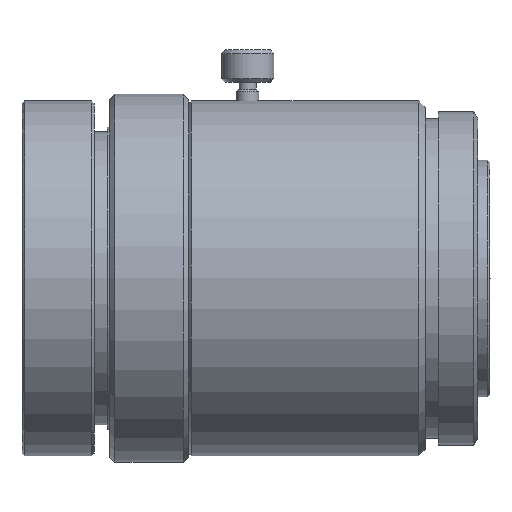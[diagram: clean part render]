
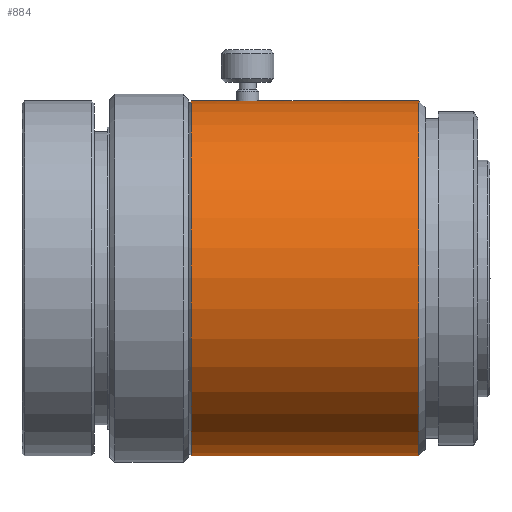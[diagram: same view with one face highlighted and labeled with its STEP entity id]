
A CAD part, front view. The second image highlights one B-rep face of the part: STEP entity #884.
In plain terms, the highlighted cylindrical face has radius 13.5 mm (diameter 27 mm), a full revolution.
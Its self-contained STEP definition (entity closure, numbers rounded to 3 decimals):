
#19=FACE_BOUND('',#181,.T.);
#57=B_SPLINE_CURVE_WITH_KNOTS('',3,(#1417,#1418,#1419,#1420,#1421,#1422,
#1423,#1424,#1425,#1426,#1427,#1428,#1429,#1430,#1431,#1432,#1433,#1434),
 .UNSPECIFIED.,.F.,.F.,(4,2,2,2,2,2,2,2,4),(0.,0.032,0.064,
0.096,0.128,0.16,0.192,
0.224,0.256),.UNSPECIFIED.);
#58=B_SPLINE_CURVE_WITH_KNOTS('',3,(#1435,#1436,#1437,#1438,#1439,#1440,
#1441,#1442,#1443,#1444,#1445,#1446,#1447,#1448,#1449,#1450,#1451,#1452),
 .UNSPECIFIED.,.F.,.F.,(4,2,2,2,2,2,2,2,4),(0.256,0.288,
0.32,0.352,0.384,0.416,
0.448,0.48,0.512),.UNSPECIFIED.);
#72=CYLINDRICAL_SURFACE('',#1016,13.5);
#112=FACE_OUTER_BOUND('',#180,.T.);
#180=EDGE_LOOP('',(#719,#720,#721,#722,#723));
#181=EDGE_LOOP('',(#724,#725));
#260=LINE('',#1596,#304);
#304=VECTOR('',#1264,13.5);
#364=CIRCLE('',#1013,13.5);
#366=CIRCLE('',#1015,13.5);
#367=CIRCLE('',#1017,13.5);
#398=VERTEX_POINT('',#1415);
#399=VERTEX_POINT('',#1416);
#440=VERTEX_POINT('',#1587);
#441=VERTEX_POINT('',#1588);
#443=VERTEX_POINT('',#1595);
#475=EDGE_CURVE('',#398,#399,#57,.T.);
#476=EDGE_CURVE('',#399,#398,#58,.T.);
#542=EDGE_CURVE('',#440,#441,#364,.T.);
#545=EDGE_CURVE('',#441,#440,#366,.T.);
#546=EDGE_CURVE('',#440,#443,#260,.T.);
#547=EDGE_CURVE('',#443,#443,#367,.T.);
#719=ORIENTED_EDGE('',*,*,#542,.F.);
#720=ORIENTED_EDGE('',*,*,#546,.T.);
#721=ORIENTED_EDGE('',*,*,#547,.T.);
#722=ORIENTED_EDGE('',*,*,#546,.F.);
#723=ORIENTED_EDGE('',*,*,#545,.F.);
#724=ORIENTED_EDGE('',*,*,#475,.T.);
#725=ORIENTED_EDGE('',*,*,#476,.T.);
#884=ADVANCED_FACE('',(#112,#19),#72,.T.);
#1013=AXIS2_PLACEMENT_3D('',#1589,#1255,#1256);
#1015=AXIS2_PLACEMENT_3D('',#1593,#1260,#1261);
#1016=AXIS2_PLACEMENT_3D('',#1594,#1262,#1263);
#1017=AXIS2_PLACEMENT_3D('',#1597,#1265,#1266);
#1255=DIRECTION('center_axis',(-1.,0.,0.));
#1256=DIRECTION('ref_axis',(0.,-1.,0.));
#1260=DIRECTION('center_axis',(-1.,0.,0.));
#1261=DIRECTION('ref_axis',(0.,-1.,0.));
#1262=DIRECTION('center_axis',(-1.,0.,0.));
#1263=DIRECTION('ref_axis',(0.,-1.,0.));
#1264=DIRECTION('',(1.,0.,0.));
#1265=DIRECTION('center_axis',(-1.,0.,0.));
#1266=DIRECTION('ref_axis',(0.,-1.,0.));
#1415=CARTESIAN_POINT('',(17.167,-0.85,13.473));
#1416=CARTESIAN_POINT('',(17.167,0.85,13.473));
#1417=CARTESIAN_POINT('Ctrl Pts',(17.167,-0.85,13.473));
#1418=CARTESIAN_POINT('Ctrl Pts',(17.06,-0.85,13.473));
#1419=CARTESIAN_POINT('Ctrl Pts',(16.946,-0.829,13.475));
#1420=CARTESIAN_POINT('Ctrl Pts',(16.737,-0.742,13.48));
#1421=CARTESIAN_POINT('Ctrl Pts',(16.641,-0.676,13.483));
#1422=CARTESIAN_POINT('Ctrl Pts',(16.49,-0.526,13.49));
#1423=CARTESIAN_POINT('Ctrl Pts',(16.425,-0.43,13.494));
#1424=CARTESIAN_POINT('Ctrl Pts',(16.338,-0.221,13.499));
#1425=CARTESIAN_POINT('Ctrl Pts',(16.317,-0.107,13.5));
#1426=CARTESIAN_POINT('Ctrl Pts',(16.317,0.107,13.5));
#1427=CARTESIAN_POINT('Ctrl Pts',(16.338,0.221,13.499));
#1428=CARTESIAN_POINT('Ctrl Pts',(16.425,0.43,13.494));
#1429=CARTESIAN_POINT('Ctrl Pts',(16.49,0.526,13.49));
#1430=CARTESIAN_POINT('Ctrl Pts',(16.641,0.676,13.483));
#1431=CARTESIAN_POINT('Ctrl Pts',(16.737,0.742,13.48));
#1432=CARTESIAN_POINT('Ctrl Pts',(16.946,0.829,13.475));
#1433=CARTESIAN_POINT('Ctrl Pts',(17.06,0.85,13.473));
#1434=CARTESIAN_POINT('Ctrl Pts',(17.167,0.85,13.473));
#1435=CARTESIAN_POINT('Ctrl Pts',(17.167,0.85,13.473));
#1436=CARTESIAN_POINT('Ctrl Pts',(17.274,0.85,13.473));
#1437=CARTESIAN_POINT('Ctrl Pts',(17.388,0.829,13.475));
#1438=CARTESIAN_POINT('Ctrl Pts',(17.597,0.742,13.48));
#1439=CARTESIAN_POINT('Ctrl Pts',(17.693,0.676,13.483));
#1440=CARTESIAN_POINT('Ctrl Pts',(17.843,0.526,13.49));
#1441=CARTESIAN_POINT('Ctrl Pts',(17.909,0.43,13.494));
#1442=CARTESIAN_POINT('Ctrl Pts',(17.996,0.221,13.499));
#1443=CARTESIAN_POINT('Ctrl Pts',(18.017,0.107,13.5));
#1444=CARTESIAN_POINT('Ctrl Pts',(18.017,-0.107,13.5));
#1445=CARTESIAN_POINT('Ctrl Pts',(17.996,-0.221,13.499));
#1446=CARTESIAN_POINT('Ctrl Pts',(17.909,-0.43,13.494));
#1447=CARTESIAN_POINT('Ctrl Pts',(17.843,-0.526,13.49));
#1448=CARTESIAN_POINT('Ctrl Pts',(17.693,-0.676,13.483));
#1449=CARTESIAN_POINT('Ctrl Pts',(17.597,-0.742,13.48));
#1450=CARTESIAN_POINT('Ctrl Pts',(17.388,-0.829,13.475));
#1451=CARTESIAN_POINT('Ctrl Pts',(17.274,-0.85,13.473));
#1452=CARTESIAN_POINT('Ctrl Pts',(17.167,-0.85,13.473));
#1587=CARTESIAN_POINT('',(12.867,13.5,0.));
#1588=CARTESIAN_POINT('',(12.867,-13.5,0.));
#1589=CARTESIAN_POINT('Origin',(12.867,0.,
0.));
#1593=CARTESIAN_POINT('Origin',(12.867,0.,
0.));
#1594=CARTESIAN_POINT('Origin',(4.673,0.,
0.));
#1595=CARTESIAN_POINT('',(30.167,13.5,0.));
#1596=CARTESIAN_POINT('',(4.673,13.5,0.));
#1597=CARTESIAN_POINT('Origin',(30.167,0.,0.));
